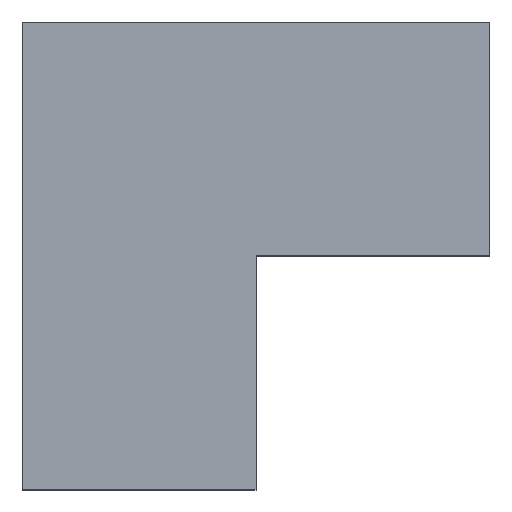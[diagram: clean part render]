
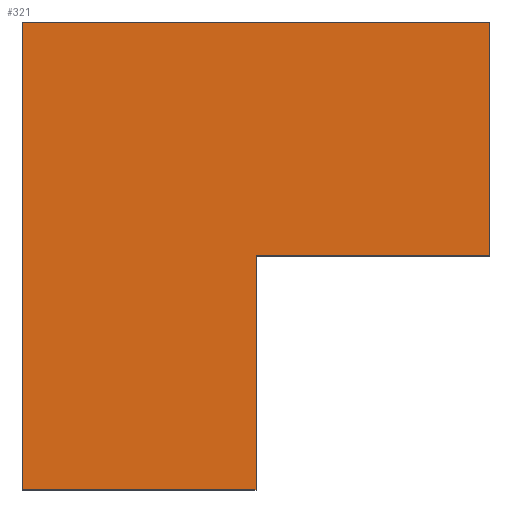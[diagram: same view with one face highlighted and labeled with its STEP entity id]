
A CAD part, top view. The second image highlights one B-rep face of the part: STEP entity #321.
In plain terms, the highlighted planar face has unit normal (0, 0, 1).
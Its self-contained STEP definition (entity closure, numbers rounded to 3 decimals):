
#14=DIRECTION('',(0.,-1.,0.));
#15=VECTOR('',#14,25.4);
#16=CARTESIAN_POINT('',(-12.7,12.7,12.7));
#17=LINE('',#16,#15);
#42=DIRECTION('',(1.,0.,0.));
#43=VECTOR('',#42,12.7);
#44=CARTESIAN_POINT('',(-12.7,-12.7,12.7));
#45=LINE('',#44,#43);
#60=DIRECTION('',(-1.,0.,0.));
#61=VECTOR('',#60,12.7);
#62=CARTESIAN_POINT('',(12.7,0.,12.7));
#63=LINE('',#62,#61);
#64=DIRECTION('',(0.,-1.,0.));
#65=VECTOR('',#64,12.7);
#66=CARTESIAN_POINT('',(0.,0.,12.7));
#67=LINE('',#66,#65);
#68=DIRECTION('',(-1.,0.,0.));
#69=VECTOR('',#68,25.4);
#70=CARTESIAN_POINT('',(12.7,12.7,12.7));
#71=LINE('',#70,#69);
#76=DIRECTION('',(0.,1.,0.));
#77=VECTOR('',#76,12.7);
#78=CARTESIAN_POINT('',(12.7,0.,12.7));
#79=LINE('',#78,#77);
#204=CARTESIAN_POINT('',(-12.7,12.7,12.7));
#205=VERTEX_POINT('',#204);
#206=CARTESIAN_POINT('',(-12.7,-12.7,12.7));
#207=VERTEX_POINT('',#206);
#216=CARTESIAN_POINT('',(0.,-12.7,12.7));
#217=VERTEX_POINT('',#216);
#218=CARTESIAN_POINT('',(0.,0.,12.7));
#219=VERTEX_POINT('',#218);
#232=CARTESIAN_POINT('',(12.7,0.,12.7));
#233=CARTESIAN_POINT('',(12.7,12.7,12.7));
#234=VERTEX_POINT('',#232);
#235=VERTEX_POINT('',#233);
#305=CARTESIAN_POINT('',(0.,0.,12.7));
#306=DIRECTION('',(0.,0.,-1.));
#307=DIRECTION('',(-1.,0.,0.));
#308=AXIS2_PLACEMENT_3D('',#305,#306,#307);
#309=PLANE('',#308);
#310=ORIENTED_EDGE('',*,*,#293,.F.);
#311=ORIENTED_EDGE('',*,*,#245,.F.);
#313=ORIENTED_EDGE('',*,*,#312,.F.);
#315=ORIENTED_EDGE('',*,*,#314,.F.);
#317=ORIENTED_EDGE('',*,*,#316,.T.);
#318=ORIENTED_EDGE('',*,*,#278,.T.);
#319=EDGE_LOOP('',(#310,#311,#313,#315,#317,#318));
#320=FACE_OUTER_BOUND('',#319,.F.);
#321=ADVANCED_FACE('',(#320),#309,.F.);
#245=EDGE_CURVE('',#205,#207,#17,.T.);
#278=EDGE_CURVE('',#219,#217,#67,.T.);
#293=EDGE_CURVE('',#207,#217,#45,.T.);
#312=EDGE_CURVE('',#235,#205,#71,.T.);
#314=EDGE_CURVE('',#234,#235,#79,.T.);
#316=EDGE_CURVE('',#234,#219,#63,.T.);
